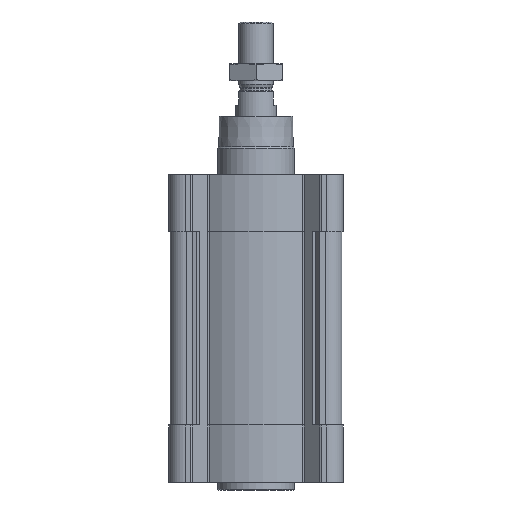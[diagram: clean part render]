
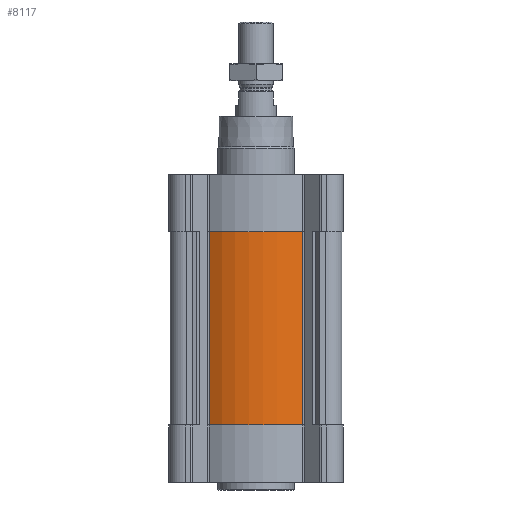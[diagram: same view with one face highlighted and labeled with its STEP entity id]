
A CAD part, front view. The second image highlights one B-rep face of the part: STEP entity #8117.
In plain terms, the highlighted cylindrical face has radius 66.25 mm (diameter 132.5 mm), a partial arc.
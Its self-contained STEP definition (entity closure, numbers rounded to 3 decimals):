
#389=LINE('',#13732,#1020);
#390=LINE('',#13734,#1021);
#1020=VECTOR('',#10433,1000.);
#1021=VECTOR('',#10436,1000.);
#1740=CIRCLE('',#8713,66.25);
#1858=CIRCLE('',#8882,66.25);
#2853=ORIENTED_EDGE('',*,*,#5060,.F.);
#2854=ORIENTED_EDGE('',*,*,#5078,.F.);
#2855=ORIENTED_EDGE('',*,*,#4749,.T.);
#2856=ORIENTED_EDGE('',*,*,#5079,.T.);
#4749=EDGE_CURVE('',#5919,#5918,#1740,.T.);
#5060=EDGE_CURVE('',#6169,#6170,#1858,.T.);
#5078=EDGE_CURVE('',#5919,#6169,#389,.T.);
#5079=EDGE_CURVE('',#5918,#6170,#390,.T.);
#5918=VERTEX_POINT('',#13070);
#5919=VERTEX_POINT('',#13072);
#6169=VERTEX_POINT('',#13695);
#6170=VERTEX_POINT('',#13697);
#6757=EDGE_LOOP('',(#2853,#2854,#2855,#2856));
#7358=FACE_BOUND('',#6757,.T.);
#7864=CYLINDRICAL_SURFACE('',#8897,66.25);
#8117=ADVANCED_FACE('',(#7358),#7864,.T.);
#8713=AXIS2_PLACEMENT_3D('',#13071,#9864,#9865);
#8882=AXIS2_PLACEMENT_3D('',#13696,#10391,#10392);
#8897=AXIS2_PLACEMENT_3D('',#13733,#10434,#10435);
#9864=DIRECTION('',(0.,0.,1.));
#9865=DIRECTION('',(1.,0.,0.));
#10391=DIRECTION('',(0.,0.,1.));
#10392=DIRECTION('',(1.,0.,0.));
#10433=DIRECTION('',(0.,0.,1.));
#10434=DIRECTION('',(0.,0.,1.));
#10435=DIRECTION('',(1.,0.,0.));
#10436=DIRECTION('',(0.,0.,1.));
#13070=CARTESIAN_POINT('',(36.154,-55.515,-195.3));
#13071=CARTESIAN_POINT('',(0.,0.,-195.3));
#13072=CARTESIAN_POINT('',(-36.154,-55.515,-195.3));
#13695=CARTESIAN_POINT('',(-36.154,-55.515,-44.7));
#13696=CARTESIAN_POINT('',(0.,0.,-44.7));
#13697=CARTESIAN_POINT('',(36.154,-55.515,-44.7));
#13732=CARTESIAN_POINT('',(-36.154,-55.515,-195.3));
#13733=CARTESIAN_POINT('',(0.,0.,-195.3));
#13734=CARTESIAN_POINT('',(36.154,-55.515,-195.3));
